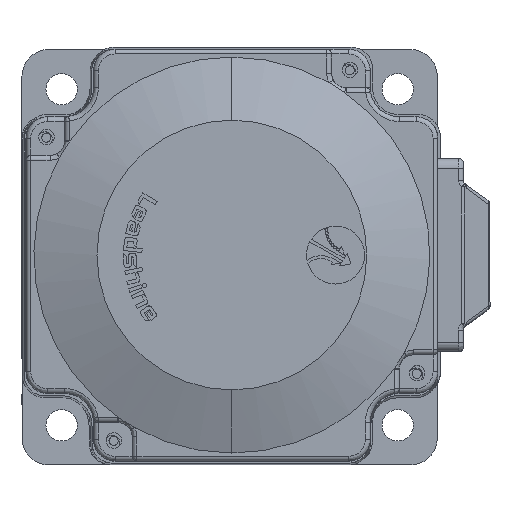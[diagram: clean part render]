
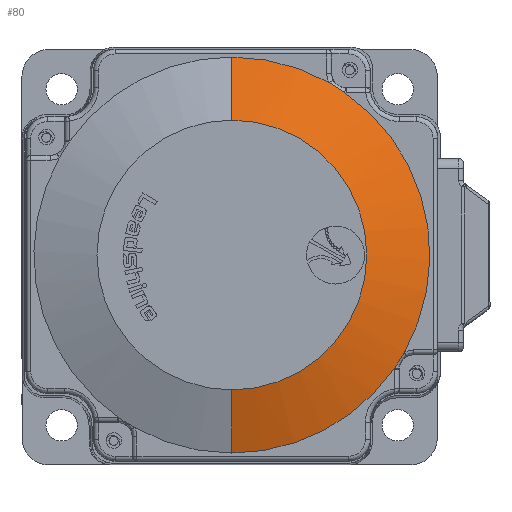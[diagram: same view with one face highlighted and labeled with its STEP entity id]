
A CAD part, top view. The second image highlights one B-rep face of the part: STEP entity #80.
In plain terms, the highlighted conical face has half-angle 71 degrees and reference radius 41 mm.
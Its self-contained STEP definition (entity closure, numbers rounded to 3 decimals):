
#80 = ADVANCED_FACE ( 'NONE', ( #8249 ), #21323, .T. ) ;
#1184 = EDGE_CURVE ( 'NONE', #39527, #26987, #18132, .T. ) ;
#1185 = EDGE_CURVE ( 'NONE', #26987, #26977, #18141, .T. ) ;
#1186 = EDGE_CURVE ( 'NONE', #26977, #26976, #18138, .T. ) ;
#1187 = EDGE_CURVE ( 'NONE', #26976, #26964, #18123, .T. ) ;
#1188 = EDGE_CURVE ( 'NONE', #26964, #39435, #18126, .T. ) ;
#5770 = ORIENTED_EDGE ( 'NONE', *, *, #52147, .T. ) ;
#5771 = ORIENTED_EDGE ( 'NONE', *, *, #52139, .F. ) ;
#5772 = ORIENTED_EDGE ( 'NONE', *, *, #13283, .F. ) ;
#5773 = ORIENTED_EDGE ( 'NONE', *, *, #1185, .T. ) ;
#5774 = ORIENTED_EDGE ( 'NONE', *, *, #1184, .T. ) ;
#5775 = ORIENTED_EDGE ( 'NONE', *, *, #1186, .T. ) ;
#5776 = ORIENTED_EDGE ( 'NONE', *, *, #1187, .T. ) ;
#5777 = ORIENTED_EDGE ( 'NONE', *, *, #1188, .T. ) ;
#8249 = FACE_OUTER_BOUND ( 'NONE', #23819, .T. ) ;
#13283 = EDGE_CURVE ( 'NONE', #39437, #39496, #32151, .T. ) ;
#15281 = CARTESIAN_POINT ( 'NONE',  ( -41.064, -1.533, 70.745 ) ) ;
#15283 = CARTESIAN_POINT ( 'NONE',  ( 27.867, -1.533, 66.245 ) ) ;
#15342 = CARTESIAN_POINT ( 'NONE',  ( -27.995, -1.533, 66.245 ) ) ;
#15373 = CARTESIAN_POINT ( 'NONE',  ( 40.936, -1.533, 70.745 ) ) ;
#16023 = DIRECTION ( 'NONE',  ( 1., 0., 0. ) ) ;
#16024 = DIRECTION ( 'NONE',  ( 0., 0., 1. ) ) ;
#16025 = CARTESIAN_POINT ( 'NONE',  ( -0.064, -1.533, 70.745 ) ) ;
#18123 = CIRCLE ( 'NONE', #18144, 41. ) ;
#18126 = CIRCLE ( 'NONE', #18145, 41. ) ;
#18132 = CIRCLE ( 'NONE', #18140, 41. ) ;
#18138 = CIRCLE ( 'NONE', #18143, 41. ) ;
#18140 = AXIS2_PLACEMENT_3D ( 'NONE', #23105, #23106, #23107 ) ;
#18141 = CIRCLE ( 'NONE', #18142, 41. ) ;
#18142 = AXIS2_PLACEMENT_3D ( 'NONE', #23108, #23109, #23110 ) ;
#18143 = AXIS2_PLACEMENT_3D ( 'NONE', #23111, #23112, #23113 ) ;
#18144 = AXIS2_PLACEMENT_3D ( 'NONE', #23114, #23115, #23116 ) ;
#18145 = AXIS2_PLACEMENT_3D ( 'NONE', #23117, #23118, #23119 ) ;
#21323 = CONICAL_SURFACE ( 'NONE', #21545, 41., 1.239 ) ;
#21545 = AXIS2_PLACEMENT_3D ( 'NONE', #16025, #16024, #16023 ) ;
#23105 = CARTESIAN_POINT ( 'NONE',  ( -0.064, -1.533, 70.745 ) ) ;
#23106 = DIRECTION ( 'NONE',  ( 0., 0., -1. ) ) ;
#23107 = DIRECTION ( 'NONE',  ( 1., 0., 0. ) ) ;
#23108 = CARTESIAN_POINT ( 'NONE',  ( -0.064, -1.533, 70.745 ) ) ;
#23109 = DIRECTION ( 'NONE',  ( 0., 0., -1. ) ) ;
#23110 = DIRECTION ( 'NONE',  ( -1., 0., 0. ) ) ;
#23111 = CARTESIAN_POINT ( 'NONE',  ( -0.064, -1.533, 70.745 ) ) ;
#23112 = DIRECTION ( 'NONE',  ( 0., 0., -1. ) ) ;
#23113 = DIRECTION ( 'NONE',  ( 1., 0., 0. ) ) ;
#23114 = CARTESIAN_POINT ( 'NONE',  ( -0.064, -1.533, 70.745 ) ) ;
#23115 = DIRECTION ( 'NONE',  ( 0., 0., -1. ) ) ;
#23116 = DIRECTION ( 'NONE',  ( -1., 0., 0. ) ) ;
#23117 = CARTESIAN_POINT ( 'NONE',  ( -0.064, -1.533, 70.745 ) ) ;
#23118 = DIRECTION ( 'NONE',  ( 0., 0., -1. ) ) ;
#23119 = DIRECTION ( 'NONE',  ( 1., 0., 0. ) ) ;
#23819 = EDGE_LOOP ( 'NONE', ( #5771, #5772, #5770, #5774, #5773, #5775, #5776, #5777 ) ) ;
#26964 = VERTEX_POINT ( 'NONE', #29414 ) ;
#26976 = VERTEX_POINT ( 'NONE', #29426 ) ;
#26977 = VERTEX_POINT ( 'NONE', #29427 ) ;
#26987 = VERTEX_POINT ( 'NONE', #29437 ) ;
#29414 = CARTESIAN_POINT ( 'NONE',  ( -35.767, -21.689, 70.745 ) ) ;
#29426 = CARTESIAN_POINT ( 'NONE',  ( -33.721, -24.947, 70.745 ) ) ;
#29427 = CARTESIAN_POINT ( 'NONE',  ( 20.092, -37.237, 70.745 ) ) ;
#29437 = CARTESIAN_POINT ( 'NONE',  ( 23.35, -35.19, 70.745 ) ) ;
#31201 = LINE ( 'NONE', #45427, #41413 ) ;
#31202 = LINE ( 'NONE', #45470, #41424 ) ;
#32151 = CIRCLE ( 'NONE', #32155, 27.931 ) ;
#32155 = AXIS2_PLACEMENT_3D ( 'NONE', #42383, #42384, #42385 ) ;
#39435 = VERTEX_POINT ( 'NONE', #15281 ) ;
#39437 = VERTEX_POINT ( 'NONE', #15283 ) ;
#39496 = VERTEX_POINT ( 'NONE', #15342 ) ;
#39527 = VERTEX_POINT ( 'NONE', #15373 ) ;
#41413 = VECTOR ( 'NONE', #45429, 1000. ) ;
#41424 = VECTOR ( 'NONE', #45472, 1000. ) ;
#42383 = CARTESIAN_POINT ( 'NONE',  ( -0.064, -1.533, 66.245 ) ) ;
#42384 = DIRECTION ( 'NONE',  ( 0., 0., -1. ) ) ;
#42385 = DIRECTION ( 'NONE',  ( 1., 0., 0. ) ) ;
#45427 = CARTESIAN_POINT ( 'NONE',  ( -41.064, -1.533, 70.745 ) ) ;
#45429 = DIRECTION ( 'NONE',  ( -0.946, 0., 0.326 ) ) ;
#45470 = CARTESIAN_POINT ( 'NONE',  ( 40.936, -1.533, 70.745 ) ) ;
#45472 = DIRECTION ( 'NONE',  ( 0.946, 0., 0.326 ) ) ;
#52139 = EDGE_CURVE ( 'NONE', #39496, #39435, #31201, .T. ) ;
#52147 = EDGE_CURVE ( 'NONE', #39437, #39527, #31202, .T. ) ;
